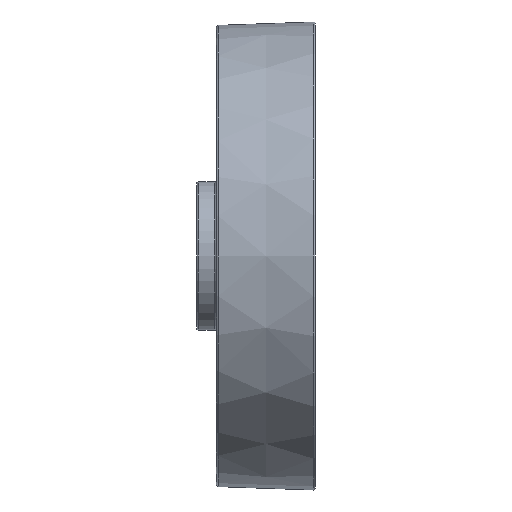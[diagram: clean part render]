
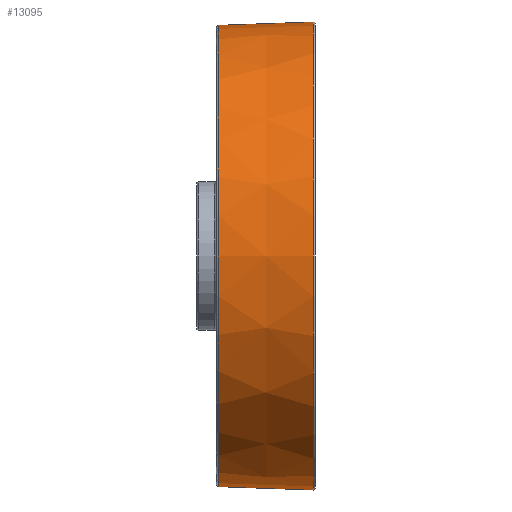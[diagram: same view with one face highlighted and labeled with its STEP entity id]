
A CAD part, left-side view. The second image highlights one B-rep face of the part: STEP entity #13095.
In plain terms, the highlighted conical face has half-angle 2 degrees and reference radius 29.591 mm.
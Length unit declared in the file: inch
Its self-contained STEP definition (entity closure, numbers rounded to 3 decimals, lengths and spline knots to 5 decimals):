
#46 = CARTESIAN_POINT ( 'NONE',  ( 0., 0.01035, 1.1821 ) ) ;
#180 = CARTESIAN_POINT ( 'NONE',  ( 0., 0.49035, -1.16534 ) ) ;
#206 = FACE_OUTER_BOUND ( 'NONE', #15928, .T. ) ;
#312 = EDGE_CURVE ( 'NONE', #9976, #5552, #2549, .T. ) ;
#1259 = DIRECTION ( 'NONE',  ( 0., -0.999, -0.035 ) ) ;
#1658 = CARTESIAN_POINT ( 'NONE',  ( 0., 0.01035, -1.1821 ) ) ;
#1930 = DIRECTION ( 'NONE',  ( 0., 0., -1. ) ) ;
#2116 = ORIENTED_EDGE ( 'NONE', *, *, #15126, .F. ) ;
#2549 = LINE ( 'NONE', #6592, #14771 ) ;
#2675 = VECTOR ( 'NONE', #14318, 39.37008 ) ;
#3134 = CIRCLE ( 'NONE', #3399, 1.16534 ) ;
#3193 = EDGE_CURVE ( 'NONE', #5552, #6751, #4466, .T. ) ;
#3301 = EDGE_CURVE ( 'NONE', #16720, #9976, #3134, .T. ) ;
#3399 = AXIS2_PLACEMENT_3D ( 'NONE', #7262, #6058, #1930 ) ;
#4466 = CIRCLE ( 'NONE', #14089, 1.1821 ) ;
#5302 = DIRECTION ( 'NONE',  ( 0., 0., 1. ) ) ;
#5394 = DIRECTION ( 'NONE',  ( 0., 1., 0. ) ) ;
#5470 = CARTESIAN_POINT ( 'NONE',  ( 0., 0.01035, 0. ) ) ;
#5552 = VERTEX_POINT ( 'NONE', #1658 ) ;
#6058 = DIRECTION ( 'NONE',  ( 0., -1., 0. ) ) ;
#6590 = DIRECTION ( 'NONE',  ( 0., -1., 0. ) ) ;
#6592 = CARTESIAN_POINT ( 'NONE',  ( 0., 0.5, -1.165 ) ) ;
#6751 = VERTEX_POINT ( 'NONE', #46 ) ;
#7262 = CARTESIAN_POINT ( 'NONE',  ( 0., 0.49035, 0. ) ) ;
#7623 = ORIENTED_EDGE ( 'NONE', *, *, #3301, .T. ) ;
#7738 = AXIS2_PLACEMENT_3D ( 'NONE', #12111, #6590, #5302 ) ;
#8687 = ORIENTED_EDGE ( 'NONE', *, *, #3193, .T. ) ;
#8795 = LINE ( 'NONE', #16895, #2675 ) ;
#9976 = VERTEX_POINT ( 'NONE', #180 ) ;
#10259 = ORIENTED_EDGE ( 'NONE', *, *, #312, .T. ) ;
#12111 = CARTESIAN_POINT ( 'NONE',  ( 0., 0.5, 0. ) ) ;
#12193 = DIRECTION ( 'NONE',  ( 0., 0., 1. ) ) ;
#13095 = ADVANCED_FACE ( 'NONE', ( #206 ), #13537, .T. ) ;
#13537 = CONICAL_SURFACE ( 'NONE', #7738, 1.165, 0.035 ) ;
#14089 = AXIS2_PLACEMENT_3D ( 'NONE', #5470, #5394, #12193 ) ;
#14318 = DIRECTION ( 'NONE',  ( 0., -0.999, 0.035 ) ) ;
#14771 = VECTOR ( 'NONE', #1259, 39.37008 ) ;
#14977 = CARTESIAN_POINT ( 'NONE',  ( 0., 0.49035, 1.16534 ) ) ;
#15126 = EDGE_CURVE ( 'NONE', #16720, #6751, #8795, .T. ) ;
#15928 = EDGE_LOOP ( 'NONE', ( #7623, #10259, #8687, #2116 ) ) ;
#16720 = VERTEX_POINT ( 'NONE', #14977 ) ;
#16895 = CARTESIAN_POINT ( 'NONE',  ( 0., 0.5, 1.165 ) ) ;
